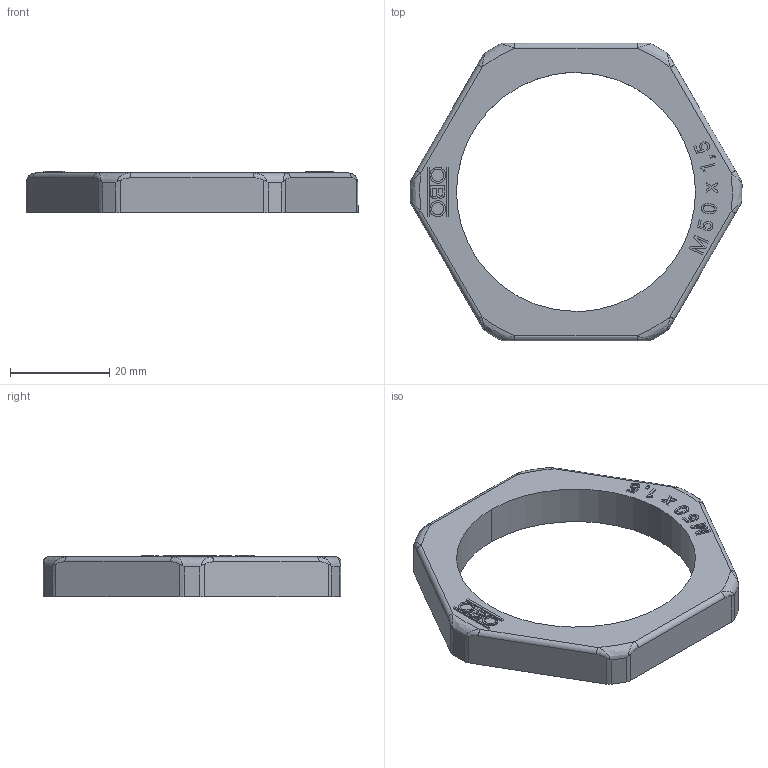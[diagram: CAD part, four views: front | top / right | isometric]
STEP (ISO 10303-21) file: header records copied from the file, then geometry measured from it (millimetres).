
FILE_DESCRIPTION(/* description */ (''),/* implementation_level */ '2;1');
FILE_NAME(/* name */ '2049570',/* time_stamp */ '2016-02-25T14:30:40+01:00',/* author */ (''),/* organization */ (''),/* preprocessor_version */ 'ST-DEVELOPER v15',/* originating_system */ '',/* authorisation */ '');
FILE_SCHEMA (('CONFIG_CONTROL_DESIGN'));
Length unit declared in the file: millimetre
Products named in the file (1): Document
Bounding box: 66.92 x 60 x 8.3 mm (x, y, z)
Volume: 10171.4 mm3; surface area: 5345.3 mm2
Topology: 1 solids, 1 shells, 319 faces, 888 edges, 588 vertices
Faces by surface type: plane 259, bspline 60
Entity records: 11947 total; most frequent: CARTESIAN_POINT 5969, ORIENTED_EDGE 1776, EDGE_CURVE 888, B_SPLINE_CURVE_WITH_KNOTS 836, VERTEX_POINT 588, EDGE_LOOP 338, ADVANCED_FACE 319, FACE_OUTER_BOUND 319
